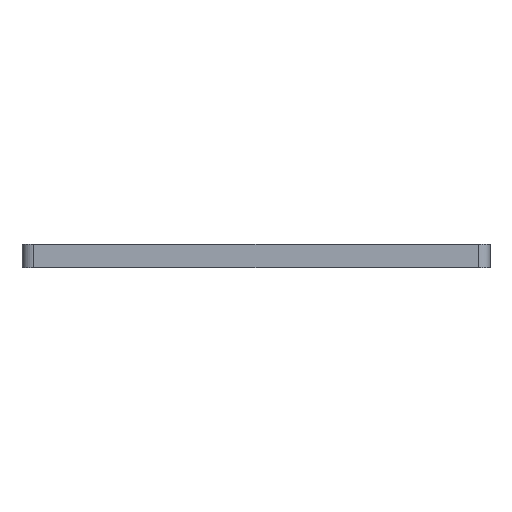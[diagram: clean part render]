
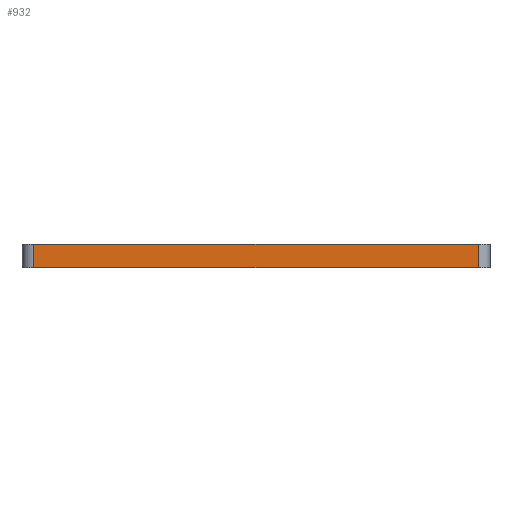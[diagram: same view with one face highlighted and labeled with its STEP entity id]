
A CAD part, front view. The second image highlights one B-rep face of the part: STEP entity #932.
In plain terms, the highlighted planar face has unit normal (0, -1, 0).
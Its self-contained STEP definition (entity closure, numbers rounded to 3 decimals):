
#15 = EDGE_LOOP ( 'NONE', ( #2310, #1305, #2031, #2412 ) ) ;
#36 = CARTESIAN_POINT ( 'NONE',  ( -100., -125., 5. ) ) ;
#131 = VECTOR ( 'NONE', #1907, 1000. ) ;
#149 = LINE ( 'NONE', #1697, #1283 ) ;
#543 = VERTEX_POINT ( 'NONE', #1864 ) ;
#555 = DIRECTION ( 'NONE',  ( 1., 0., 0. ) ) ;
#784 = CARTESIAN_POINT ( 'NONE',  ( 95., -125., -5. ) ) ;
#822 = VECTOR ( 'NONE', #1902, 1000. ) ;
#835 = EDGE_CURVE ( 'NONE', #1358, #543, #1778, .T. ) ;
#842 = VERTEX_POINT ( 'NONE', #1961 ) ;
#932 = ADVANCED_FACE ( 'NONE', ( #959 ), #1374, .F. ) ;
#959 = FACE_OUTER_BOUND ( 'NONE', #15, .T. ) ;
#1054 = EDGE_CURVE ( 'NONE', #842, #1256, #1412, .T. ) ;
#1082 = VECTOR ( 'NONE', #2146, 1000. ) ;
#1131 = LINE ( 'NONE', #1319, #131 ) ;
#1148 = EDGE_CURVE ( 'NONE', #1256, #1358, #149, .T. ) ;
#1164 = DIRECTION ( 'NONE',  ( 0., 1., 0. ) ) ;
#1189 = CARTESIAN_POINT ( 'NONE',  ( 95., -125., 5. ) ) ;
#1256 = VERTEX_POINT ( 'NONE', #1716 ) ;
#1283 = VECTOR ( 'NONE', #555, 1000. ) ;
#1305 = ORIENTED_EDGE ( 'NONE', *, *, #835, .T. ) ;
#1319 = CARTESIAN_POINT ( 'NONE',  ( -100., -125., 5. ) ) ;
#1358 = VERTEX_POINT ( 'NONE', #784 ) ;
#1374 = PLANE ( 'NONE',  #2113 ) ;
#1412 = LINE ( 'NONE', #2105, #822 ) ;
#1697 = CARTESIAN_POINT ( 'NONE',  ( -100., -125., -5. ) ) ;
#1716 = CARTESIAN_POINT ( 'NONE',  ( -95., -125., -5. ) ) ;
#1778 = LINE ( 'NONE', #1189, #1082 ) ;
#1864 = CARTESIAN_POINT ( 'NONE',  ( 95., -125., 5. ) ) ;
#1902 = DIRECTION ( 'NONE',  ( 0., 0., -1. ) ) ;
#1907 = DIRECTION ( 'NONE',  ( 1., 0., 0. ) ) ;
#1961 = CARTESIAN_POINT ( 'NONE',  ( -95., -125., 5. ) ) ;
#2031 = ORIENTED_EDGE ( 'NONE', *, *, #2253, .F. ) ;
#2105 = CARTESIAN_POINT ( 'NONE',  ( -95., -125., 5. ) ) ;
#2113 = AXIS2_PLACEMENT_3D ( 'NONE', #36, #1164, #2311 ) ;
#2146 = DIRECTION ( 'NONE',  ( 0., 0., 1. ) ) ;
#2253 = EDGE_CURVE ( 'NONE', #842, #543, #1131, .T. ) ;
#2310 = ORIENTED_EDGE ( 'NONE', *, *, #1148, .T. ) ;
#2311 = DIRECTION ( 'NONE',  ( 0., 0., 1. ) ) ;
#2412 = ORIENTED_EDGE ( 'NONE', *, *, #1054, .T. ) ;
